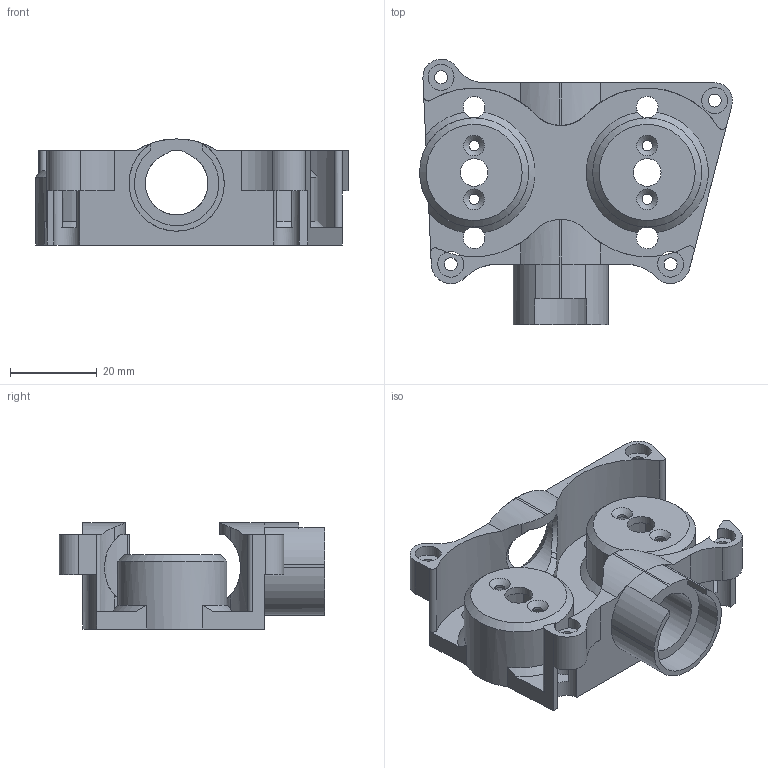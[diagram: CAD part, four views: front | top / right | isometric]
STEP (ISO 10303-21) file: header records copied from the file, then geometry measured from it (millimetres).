
FILE_DESCRIPTION(/* description */ (''),/* implementation_level */ '2;1');
FILE_NAME(/* name */ 'EV 40.0mm v4.0.step',/* time_stamp */ '2021-11-21T10:15:26-08:00',/* author */ (''),/* organization */ (''),/* preprocessor_version */ 'ST-DEVELOPER v18.1',/* originating_system */ 'Autodesk Translation Framework v10.10.0.1391',/* authorisation */ '');
FILE_SCHEMA (('AUTOMOTIVE_DESIGN { 1 0 10303 214 3 1 1 }'));
Length unit declared in the file: millimetre
Products named in the file (1): EV
Bounding box: 72.29 x 61.37 x 24.5 mm (x, y, z)
Volume: 23275.3 mm3; surface area: 17648.2 mm2
Topology: 1 solids, 1 shells, 406 faces, 1149 edges, 753 vertices
Faces by surface type: bspline 221, plane 104, cylinder 62, cone 19
Full cylindrical faces by diameter (mm): 2.4 x4, 3 x4, 5 x4, 6 x6, 6.4 x2, 25.2 x2
Entity records: 15868 total; most frequent: CARTESIAN_POINT 6704, ORIENTED_EDGE 2298, DIRECTION 1212, EDGE_CURVE 1149, VERTEX_POINT 753, LINE 500, VECTOR 500, B_SPLINE_CURVE_WITH_KNOTS 477
